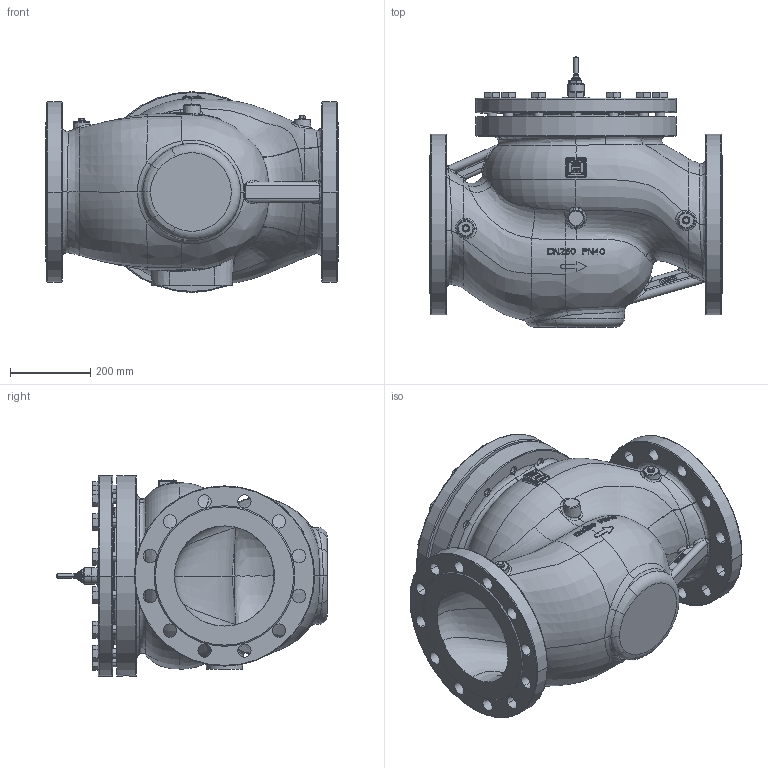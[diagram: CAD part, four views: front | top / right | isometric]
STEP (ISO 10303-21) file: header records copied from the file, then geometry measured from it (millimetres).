
FILE_DESCRIPTION((''),'2;1');
FILE_NAME('065B5520_VFG22_DN250_PN40_ASM','2024-03-25T16:20:11',('U384264'),('Danfoss'),'CREO PARAMETRIC BY PTC INC, 2022124','CREO PARAMETRIC BY PTC INC, 2022124','');
FILE_SCHEMA(('CONFIG_CONTROL_DESIGN'));
Products named in the file (13): 88650200_VALVE_B_VFG_DN250_PN40; 88650900_VALVE_C_VFG_DN250_PN40; 88652450_CONICAL_INS_DN250; 54590640; 88651450_CON_INS_SUB_DN250_ASM; 88652240_VFG_STEM_DN250; HEX_SCREW_DIN931_M24X80; 51817290_M5_ZATIC; LABEL_PLATE_37X37; 5589607; 54540510; 188610240; 065B5520_VFG22_DN250_PN40_ASM
Assembly tree (30 placements, depth 3):
  065B5520_VFG22_DN250_PN40_ASM
    88650200_VALVE_B_VFG_DN250_PN40
    88650900_VALVE_C_VFG_DN250_PN40
    88651450_CON_INS_SUB_DN250_ASM
      88652450_CONICAL_INS_DN250
      54590640
    88652240_VFG_STEM_DN250
    HEX_SCREW_DIN931_M24X80  x14
    51817290_M5_ZATIC
    LABEL_PLATE_37X37
    5589607  x4
    54540510  x2
    188610240  x2
Bounding box: 730 x 676.15 x 500 mm (x, y, z)
Volume: 49021249.2 mm3; surface area: 3799788.3 mm2
Topology: 29 solids, 80 shells, 3046 faces, 7878 edges, 5020 vertices
Faces by surface type: plane 1752, cylinder 513, bspline 305, cone 281, torus 119, extrusion 54, sphere 16, revolution 6
Entity records: 114464 total; most frequent: CARTESIAN_POINT 54150, ORIENTED_EDGE 13388, DIRECTION 10739, EDGE_CURVE 6770, VERTEX_POINT 4388, VECTOR 3707, LINE 3653, AXIS2_PLACEMENT_3D 3513
